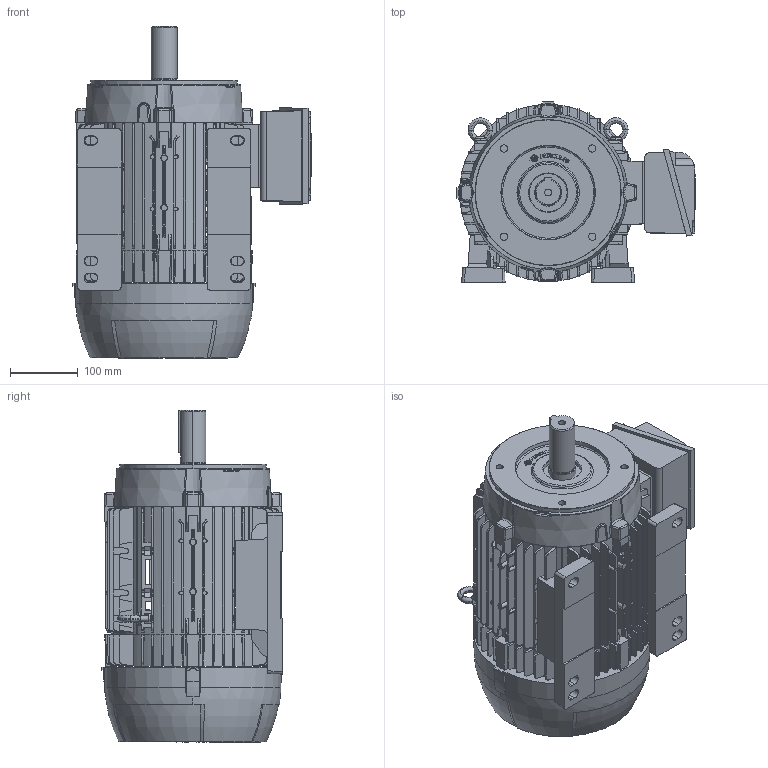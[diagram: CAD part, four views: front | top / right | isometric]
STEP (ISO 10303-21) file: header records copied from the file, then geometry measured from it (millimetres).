
FILE_DESCRIPTION (( 'STEP AP203' ), '1' );
FILE_NAME ('132ML_CP_FC_LEFT.STEP', '2022-07-27T12:22:40', ( '' ), ( '' ), 'SwSTEP 2.0', 'SolidWorks 2020', '' );
FILE_SCHEMA (( 'CONFIG_CONTROL_DESIGN' ));
Products named in the file (1): 132ML_CP_FC_LEFT
Bounding box: 352.04 x 266.9 x 490 mm (x, y, z)
Surface area: 949511 mm2 (no closed solid volume)
Topology: 0 solids, 16 shells, 1997 faces, 6048 edges, 4070 vertices
Faces by surface type: plane 1152, cone 362, bspline 261, cylinder 146, torus 68, sphere 8
Entity records: 78526 total; most frequent: CARTESIAN_POINT 29040, ORIENTED_EDGE 10956, DIRECTION 8674, EDGE_CURVE 6048, VERTEX_POINT 4070, VECTOR 3036, LINE 3036, AXIS2_PLACEMENT_3D 2819
